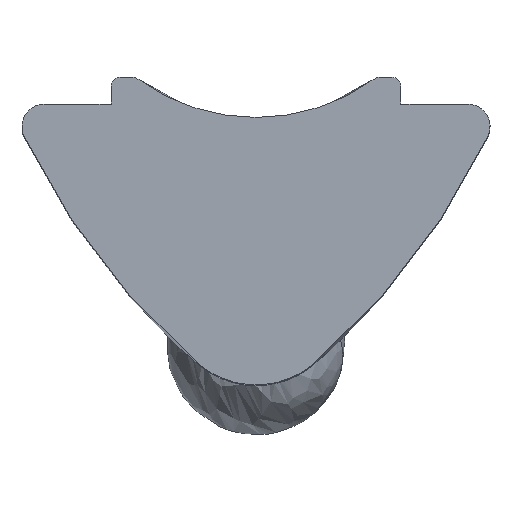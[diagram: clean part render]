
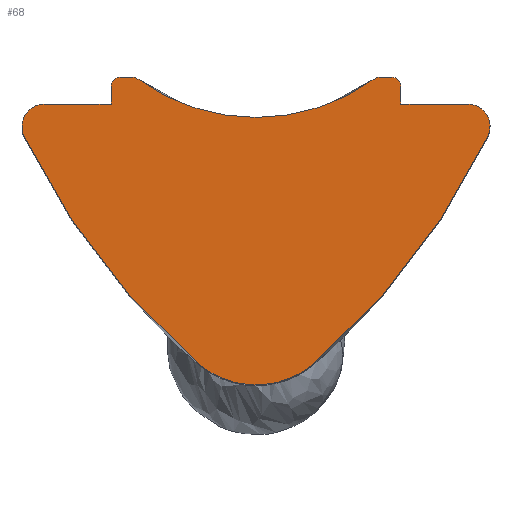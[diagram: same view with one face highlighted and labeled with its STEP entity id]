
A CAD part, top view. The second image highlights one B-rep face of the part: STEP entity #68.
In plain terms, the highlighted planar face has unit normal (0, 0, 1).
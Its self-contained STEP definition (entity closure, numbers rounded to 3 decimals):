
#9 = LINE ( 'NONE', #908, #2577 ) ;
#11 = AXIS2_PLACEMENT_3D ( 'NONE', #1113, #2520, #1321 ) ;
#15 = AXIS2_PLACEMENT_3D ( 'NONE', #2071, #859, #2278 ) ;
#52 = CARTESIAN_POINT ( 'NONE',  ( -3.05, 0.6, 8.5 ) ) ;
#68 = ADVANCED_FACE ( 'NONE', ( #664 ), #1506, .T. ) ;
#100 = CARTESIAN_POINT ( 'NONE',  ( 3.25, 0., 8.5 ) ) ;
#141 = EDGE_CURVE ( 'NONE', #2280, #807, #414, .T. ) ;
#186 = DIRECTION ( 'NONE',  ( 0., 0., -1. ) ) ;
#193 = DIRECTION ( 'NONE',  ( 0., 0., -1. ) ) ;
#197 = CARTESIAN_POINT ( 'NONE',  ( -2.648, 0.562, 8.5 ) ) ;
#212 = AXIS2_PLACEMENT_3D ( 'NONE', #1189, #2582, #1387 ) ;
#226 = CARTESIAN_POINT ( 'NONE',  ( 2.648, 0.562, 8.5 ) ) ;
#227 = CARTESIAN_POINT ( 'NONE',  ( 5.2, -0.718, 8.5 ) ) ;
#250 = CARTESIAN_POINT ( 'NONE',  ( -4.75, -0.5, 8.5 ) ) ;
#261 = AXIS2_PLACEMENT_3D ( 'NONE', #2115, #1132, #1609 ) ;
#268 = EDGE_CURVE ( 'NONE', #672, #536, #678, .T. ) ;
#283 = CIRCLE ( 'NONE', #557, 4.5 ) ;
#298 = EDGE_CURVE ( 'NONE', #457, #422, #1133, .T. ) ;
#373 = AXIS2_PLACEMENT_3D ( 'NONE', #1751, #509, #1946 ) ;
#389 = ORIENTED_EDGE ( 'NONE', *, *, #268, .T. ) ;
#390 = CARTESIAN_POINT ( 'NONE',  ( -2.766, 0.6, 8.5 ) ) ;
#397 = CARTESIAN_POINT ( 'NONE',  ( 3.05, 0.4, 8.5 ) ) ;
#400 = ORIENTED_EDGE ( 'NONE', *, *, #2248, .F. ) ;
#406 = ORIENTED_EDGE ( 'NONE', *, *, #995, .F. ) ;
#414 = LINE ( 'NONE', #427, #970 ) ;
#422 = VERTEX_POINT ( 'NONE', #197 ) ;
#427 = CARTESIAN_POINT ( 'NONE',  ( -3.25, 0., 8.5 ) ) ;
#446 = DIRECTION ( 'NONE',  ( -1., 0., 0. ) ) ;
#457 = VERTEX_POINT ( 'NONE', #390 ) ;
#497 = DIRECTION ( 'NONE',  ( 0., 1., 0. ) ) ;
#508 = ORIENTED_EDGE ( 'NONE', *, *, #1112, .F. ) ;
#509 = DIRECTION ( 'NONE',  ( 0., 0., 1. ) ) ;
#535 = ORIENTED_EDGE ( 'NONE', *, *, #1995, .T. ) ;
#536 = VERTEX_POINT ( 'NONE', #1245 ) ;
#553 = CIRCLE ( 'NONE', #11, 16. ) ;
#557 = AXIS2_PLACEMENT_3D ( 'NONE', #2384, #1178, #2573 ) ;
#585 = CIRCLE ( 'NONE', #882, 0.2 ) ;
#609 = DIRECTION ( 'NONE',  ( -1., 0., 0. ) ) ;
#634 = CIRCLE ( 'NONE', #373, 2. ) ;
#664 = FACE_OUTER_BOUND ( 'NONE', #1461, .T. ) ;
#672 = VERTEX_POINT ( 'NONE', #1906 ) ;
#678 = LINE ( 'NONE', #100, #1783 ) ;
#685 = LINE ( 'NONE', #1542, #1186 ) ;
#696 = AXIS2_PLACEMENT_3D ( 'NONE', #1408, #186, #1615 ) ;
#711 = VERTEX_POINT ( 'NONE', #227 ) ;
#753 = VERTEX_POINT ( 'NONE', #226 ) ;
#794 = ORIENTED_EDGE ( 'NONE', *, *, #1642, .T. ) ;
#807 = VERTEX_POINT ( 'NONE', #2330 ) ;
#811 = ORIENTED_EDGE ( 'NONE', *, *, #834, .T. ) ;
#821 = AXIS2_PLACEMENT_3D ( 'NONE', #2394, #1190, #2583 ) ;
#834 = EDGE_CURVE ( 'NONE', #1595, #1242, #685, .T. ) ;
#859 = DIRECTION ( 'NONE',  ( 0., 0., -1. ) ) ;
#864 = CIRCLE ( 'NONE', #15, 0.2 ) ;
#865 = ORIENTED_EDGE ( 'NONE', *, *, #1962, .T. ) ;
#882 = AXIS2_PLACEMENT_3D ( 'NONE', #397, #1842, #609 ) ;
#887 = CIRCLE ( 'NONE', #821, 0.5 ) ;
#908 = CARTESIAN_POINT ( 'NONE',  ( 4.75, 0., 8.5 ) ) ;
#954 = CARTESIAN_POINT ( 'NONE',  ( -3.25, 0.6, 8.5 ) ) ;
#970 = VECTOR ( 'NONE', #1665, 1000. ) ;
#981 = ORIENTED_EDGE ( 'NONE', *, *, #1554, .T. ) ;
#995 = EDGE_CURVE ( 'NONE', #2149, #1149, #2423, .T. ) ;
#1061 = CARTESIAN_POINT ( 'NONE',  ( -3.25, 0., 8.5 ) ) ;
#1067 = VERTEX_POINT ( 'NONE', #2192 ) ;
#1079 = DIRECTION ( 'NONE',  ( 0., 0., -1. ) ) ;
#1084 = CIRCLE ( 'NONE', #1755, 0.5 ) ;
#1112 = EDGE_CURVE ( 'NONE', #1067, #1752, #1084, .T. ) ;
#1113 = CARTESIAN_POINT ( 'NONE',  ( 9.203, 6.25, 8.5 ) ) ;
#1128 = EDGE_CURVE ( 'NONE', #1752, #807, #2169, .T. ) ;
#1132 = DIRECTION ( 'NONE',  ( 0., 0., 1. ) ) ;
#1133 = CIRCLE ( 'NONE', #696, 0.2 ) ;
#1147 = ORIENTED_EDGE ( 'NONE', *, *, #141, .T. ) ;
#1149 = VERTEX_POINT ( 'NONE', #52 ) ;
#1178 = DIRECTION ( 'NONE',  ( 0., 0., -1. ) ) ;
#1186 = VECTOR ( 'NONE', #1537, 1000. ) ;
#1189 = CARTESIAN_POINT ( 'NONE',  ( -3.05, 0.4, 8.5 ) ) ;
#1190 = DIRECTION ( 'NONE',  ( 0., 0., 1. ) ) ;
#1208 = ORIENTED_EDGE ( 'NONE', *, *, #298, .F. ) ;
#1235 = EDGE_CURVE ( 'NONE', #711, #2139, #2096, .T. ) ;
#1242 = VERTEX_POINT ( 'NONE', #1897 ) ;
#1245 = CARTESIAN_POINT ( 'NONE',  ( 3.25, 0.4, 8.5 ) ) ;
#1284 = ORIENTED_EDGE ( 'NONE', *, *, #1128, .F. ) ;
#1321 = DIRECTION ( 'NONE',  ( -1., 0., 0. ) ) ;
#1330 = ORIENTED_EDGE ( 'NONE', *, *, #1685, .T. ) ;
#1367 = CARTESIAN_POINT ( 'NONE',  ( 3.05, 0.6, 8.5 ) ) ;
#1377 = VECTOR ( 'NONE', #2564, 1000. ) ;
#1387 = DIRECTION ( 'NONE',  ( -1., 0., 0. ) ) ;
#1398 = LINE ( 'NONE', #1802, #2459 ) ;
#1408 = CARTESIAN_POINT ( 'NONE',  ( -2.766, 0.4, 8.5 ) ) ;
#1415 = CARTESIAN_POINT ( 'NONE',  ( -4.75, -0.5, 8.5 ) ) ;
#1446 = ORIENTED_EDGE ( 'NONE', *, *, #2487, .T. ) ;
#1461 = EDGE_LOOP ( 'NONE', ( #794, #1208, #981, #406, #2509, #1147, #1284, #508, #865, #1446, #2586, #1330, #535, #389, #2159, #811, #400 ) ) ;
#1506 = PLANE ( 'NONE',  #261 ) ;
#1515 = VERTEX_POINT ( 'NONE', #2279 ) ;
#1532 = DIRECTION ( 'NONE',  ( -1., 0., 0. ) ) ;
#1537 = DIRECTION ( 'NONE',  ( -1., 0., 0. ) ) ;
#1542 = CARTESIAN_POINT ( 'NONE',  ( 3.25, 0.6, 8.5 ) ) ;
#1554 = EDGE_CURVE ( 'NONE', #457, #1149, #2441, .T. ) ;
#1577 = CARTESIAN_POINT ( 'NONE',  ( 4.75, 0., 8.5 ) ) ;
#1595 = VERTEX_POINT ( 'NONE', #1367 ) ;
#1609 = DIRECTION ( 'NONE',  ( 1., 0., 0. ) ) ;
#1614 = VERTEX_POINT ( 'NONE', #1577 ) ;
#1615 = DIRECTION ( 'NONE',  ( -1., 0., 0. ) ) ;
#1620 = DIRECTION ( 'NONE',  ( -1., 0., 0. ) ) ;
#1631 = CARTESIAN_POINT ( 'NONE',  ( 1.315, -5.807, 8.5 ) ) ;
#1642 = EDGE_CURVE ( 'NONE', #753, #422, #283, .T. ) ;
#1665 = DIRECTION ( 'NONE',  ( -1., 0., 0. ) ) ;
#1685 = EDGE_CURVE ( 'NONE', #711, #1614, #887, .T. ) ;
#1686 = DIRECTION ( 'NONE',  ( 0., 0., -1. ) ) ;
#1751 = CARTESIAN_POINT ( 'NONE',  ( 0., -4.3, 8.5 ) ) ;
#1752 = VERTEX_POINT ( 'NONE', #1863 ) ;
#1755 = AXIS2_PLACEMENT_3D ( 'NONE', #1415, #193, #1620 ) ;
#1783 = VECTOR ( 'NONE', #497, 1000. ) ;
#1802 = CARTESIAN_POINT ( 'NONE',  ( -3.25, 0., 8.5 ) ) ;
#1842 = DIRECTION ( 'NONE',  ( 0., 0., -1. ) ) ;
#1863 = CARTESIAN_POINT ( 'NONE',  ( -5.25, -0.5, 8.5 ) ) ;
#1897 = CARTESIAN_POINT ( 'NONE',  ( 2.766, 0.6, 8.5 ) ) ;
#1906 = CARTESIAN_POINT ( 'NONE',  ( 3.25, 0., 8.5 ) ) ;
#1946 = DIRECTION ( 'NONE',  ( -1., 0., 0. ) ) ;
#1962 = EDGE_CURVE ( 'NONE', #1067, #1515, #553, .T. ) ;
#1968 = DIRECTION ( 'NONE',  ( 0., -1., 0. ) ) ;
#1995 = EDGE_CURVE ( 'NONE', #1614, #672, #9, .T. ) ;
#2021 = AXIS2_PLACEMENT_3D ( 'NONE', #250, #1686, #446 ) ;
#2040 = CARTESIAN_POINT ( 'NONE',  ( -3.25, 0.4, 8.5 ) ) ;
#2071 = CARTESIAN_POINT ( 'NONE',  ( 2.766, 0.4, 8.5 ) ) ;
#2096 = CIRCLE ( 'NONE', #2549, 16. ) ;
#2113 = EDGE_CURVE ( 'NONE', #1595, #536, #585, .T. ) ;
#2115 = CARTESIAN_POINT ( 'NONE',  ( -4.75, -0.5, 8.5 ) ) ;
#2139 = VERTEX_POINT ( 'NONE', #1631 ) ;
#2149 = VERTEX_POINT ( 'NONE', #2040 ) ;
#2159 = ORIENTED_EDGE ( 'NONE', *, *, #2113, .F. ) ;
#2169 = CIRCLE ( 'NONE', #2021, 0.5 ) ;
#2192 = CARTESIAN_POINT ( 'NONE',  ( -5.2, -0.718, 8.5 ) ) ;
#2248 = EDGE_CURVE ( 'NONE', #753, #1242, #864, .T. ) ;
#2278 = DIRECTION ( 'NONE',  ( -1., 0., 0. ) ) ;
#2279 = CARTESIAN_POINT ( 'NONE',  ( -1.315, -5.807, 8.5 ) ) ;
#2280 = VERTEX_POINT ( 'NONE', #1061 ) ;
#2294 = CARTESIAN_POINT ( 'NONE',  ( -9.203, 6.25, 8.5 ) ) ;
#2330 = CARTESIAN_POINT ( 'NONE',  ( -4.75, 0., 8.5 ) ) ;
#2384 = CARTESIAN_POINT ( 'NONE',  ( 0., 4.2, 8.5 ) ) ;
#2394 = CARTESIAN_POINT ( 'NONE',  ( 4.75, -0.5, 8.5 ) ) ;
#2423 = CIRCLE ( 'NONE', #212, 0.2 ) ;
#2441 = LINE ( 'NONE', #954, #1377 ) ;
#2459 = VECTOR ( 'NONE', #1968, 1000. ) ;
#2487 = EDGE_CURVE ( 'NONE', #1515, #2139, #634, .T. ) ;
#2490 = DIRECTION ( 'NONE',  ( -1., 0., 0. ) ) ;
#2509 = ORIENTED_EDGE ( 'NONE', *, *, #2511, .T. ) ;
#2511 = EDGE_CURVE ( 'NONE', #2149, #2280, #1398, .T. ) ;
#2520 = DIRECTION ( 'NONE',  ( 0., 0., 1. ) ) ;
#2549 = AXIS2_PLACEMENT_3D ( 'NONE', #2294, #1079, #2490 ) ;
#2564 = DIRECTION ( 'NONE',  ( -1., 0., 0. ) ) ;
#2573 = DIRECTION ( 'NONE',  ( -1., 0., 0. ) ) ;
#2577 = VECTOR ( 'NONE', #1532, 1000. ) ;
#2582 = DIRECTION ( 'NONE',  ( 0., 0., -1. ) ) ;
#2583 = DIRECTION ( 'NONE',  ( -1., 0., 0. ) ) ;
#2586 = ORIENTED_EDGE ( 'NONE', *, *, #1235, .F. ) ;
